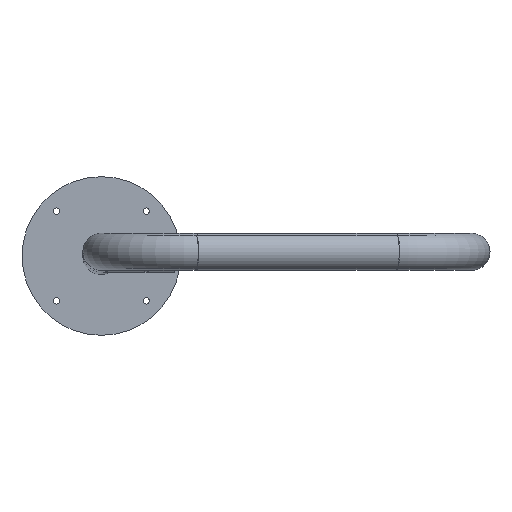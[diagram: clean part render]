
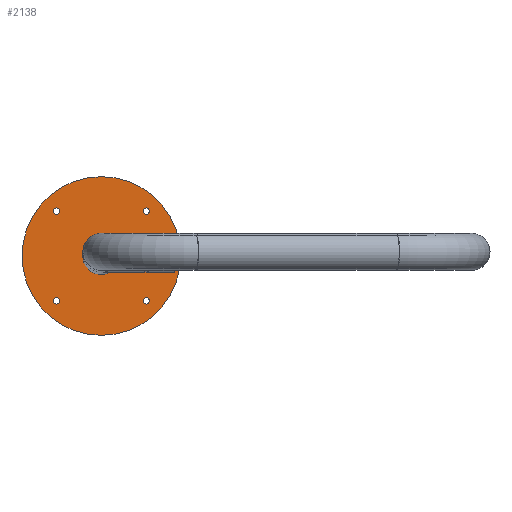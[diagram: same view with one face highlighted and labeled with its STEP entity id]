
A CAD part, top view. The second image highlights one B-rep face of the part: STEP entity #2138.
In plain terms, the highlighted planar face has unit normal (0, 0, 1).
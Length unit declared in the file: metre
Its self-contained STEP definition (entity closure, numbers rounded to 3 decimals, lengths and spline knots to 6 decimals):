
#466=EDGE_CURVE('',#1050,#1050,#1051,.T.);
#468=EDGE_CURVE('',#1053,#1053,#1054,.T.);
#470=EDGE_CURVE('',#1056,#1056,#1057,.T.);
#472=EDGE_CURVE('',#1059,#1059,#1060,.T.);
#474=EDGE_CURVE('',#1062,#1062,#1063,.T.);
#476=EDGE_CURVE('',#1065,#1065,#1066,.T.);
#1050=VERTEX_POINT('',#2094);
#1051=CIRCLE('',#2095,0.003);
#1053=VERTEX_POINT('',#2098);
#1054=CIRCLE('',#2099,0.003);
#1056=VERTEX_POINT('',#2102);
#1057=CIRCLE('',#2103,0.003);
#1059=VERTEX_POINT('',#2106);
#1060=CIRCLE('',#2107,0.003);
#1062=VERTEX_POINT('',#2110);
#1063=CIRCLE('',#2111,0.01325);
#1065=VERTEX_POINT('',#2114);
#1066=CIRCLE('',#2115,0.075);
#2094=CARTESIAN_POINT('',(-0.042426,0.045426,-1.25));
#2095=AXIS2_PLACEMENT_3D('',#4680,#4681,#4682);
#2098=CARTESIAN_POINT('',(0.042426,-0.039426,-1.25));
#2099=AXIS2_PLACEMENT_3D('',#4683,#4684,#4685);
#2102=CARTESIAN_POINT('',(0.042426,0.045426,-1.25));
#2103=AXIS2_PLACEMENT_3D('',#4686,#4687,#4688);
#2106=CARTESIAN_POINT('',(-0.042426,-0.039426,-1.25));
#2107=AXIS2_PLACEMENT_3D('',#4689,#4690,#4691);
#2110=CARTESIAN_POINT('',(0.0,0.01325,-1.25));
#2111=AXIS2_PLACEMENT_3D('',#4692,#4693,#4694);
#2114=CARTESIAN_POINT('',(0.,0.075,-1.25));
#2115=AXIS2_PLACEMENT_3D('',#4695,#4696,#4697);
#2138=ADVANCED_FACE('',(#4717,#4718,#4719,#4720,#4721,#4722),#4723,.F.);
#4680=CARTESIAN_POINT('',(-0.042426,0.042426,-1.25));
#4681=DIRECTION('',(0.,0.,1.0));
#4682=DIRECTION('',(0.0,1.0,0.));
#4683=CARTESIAN_POINT('',(0.042426,-0.042426,-1.25));
#4684=DIRECTION('',(0.,0.,1.0));
#4685=DIRECTION('',(0.0,1.0,0.));
#4686=CARTESIAN_POINT('',(0.042426,0.042426,-1.25));
#4687=DIRECTION('',(0.,0.,1.0));
#4688=DIRECTION('',(0.0,1.0,0.));
#4689=CARTESIAN_POINT('',(-0.042426,-0.042426,-1.25));
#4690=DIRECTION('',(0.,0.,1.0));
#4691=DIRECTION('',(0.0,1.0,0.));
#4692=CARTESIAN_POINT('',(0.0,0.,-1.25));
#4693=DIRECTION('',(0.,0.,1.0));
#4694=DIRECTION('',(0.0,1.0,0.));
#4695=CARTESIAN_POINT('',(0.,0.,-1.25));
#4696=DIRECTION('',(0.,0.,-1.0));
#4697=DIRECTION('',(0.0,1.0,0.));
#4717=FACE_BOUND('',#5440,.T.);
#4718=FACE_BOUND('',#5441,.T.);
#4719=FACE_BOUND('',#5442,.T.);
#4720=FACE_BOUND('',#5443,.T.);
#4721=FACE_BOUND('',#5444,.T.);
#4722=FACE_OUTER_BOUND('',#5445,.T.);
#4723=PLANE('',#5446);
#5440=EDGE_LOOP('',(#7553));
#5441=EDGE_LOOP('',(#7554));
#5442=EDGE_LOOP('',(#7555));
#5443=EDGE_LOOP('',(#7556));
#5444=EDGE_LOOP('',(#7557));
#5445=EDGE_LOOP('',(#7558));
#5446=AXIS2_PLACEMENT_3D('',#7559,#7560,#7561);
#7553=ORIENTED_EDGE('',*,*,#468,.F.);
#7554=ORIENTED_EDGE('',*,*,#470,.F.);
#7555=ORIENTED_EDGE('',*,*,#466,.F.);
#7556=ORIENTED_EDGE('',*,*,#472,.F.);
#7557=ORIENTED_EDGE('',*,*,#474,.F.);
#7558=ORIENTED_EDGE('',*,*,#476,.F.);
#7559=CARTESIAN_POINT('',(-0.090001,-0.090001,-1.25));
#7560=DIRECTION('',(0.0,0.,-1.0));
#7561=DIRECTION('',(0.0,1.0,0.));
